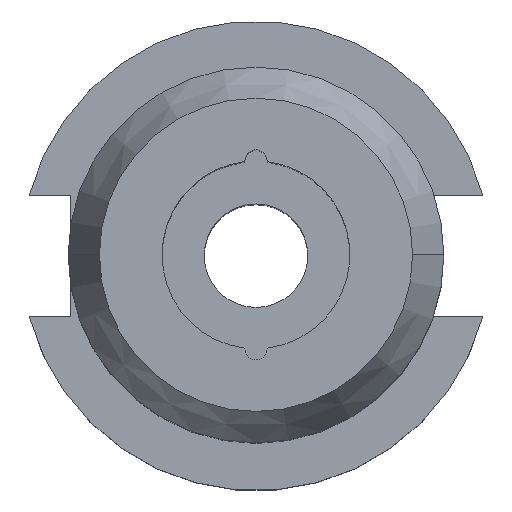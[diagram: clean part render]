
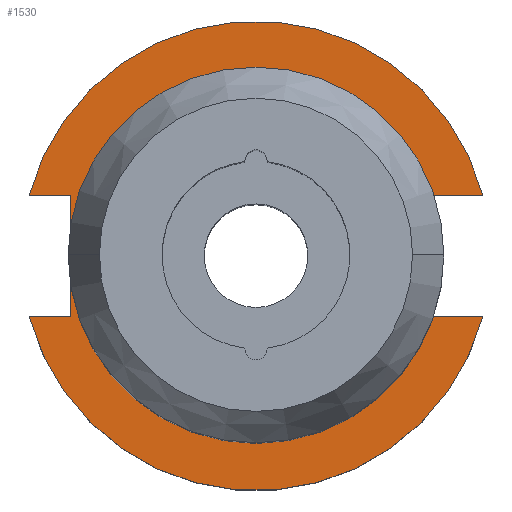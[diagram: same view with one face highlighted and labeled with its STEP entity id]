
A CAD part, top view. The second image highlights one B-rep face of the part: STEP entity #1530.
In plain terms, the highlighted planar face has unit normal (0, 0, 1).
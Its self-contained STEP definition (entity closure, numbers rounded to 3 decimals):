
#22 = VERTEX_POINT ( 'NONE', #1485 ) ;
#26 = EDGE_CURVE ( 'NONE', #778, #433, #664, .T. ) ;
#71 = ORIENTED_EDGE ( 'NONE', *, *, #1145, .F. ) ;
#117 = VERTEX_POINT ( 'NONE', #1744 ) ;
#131 = DIRECTION ( 'NONE',  ( -1., 0., 0. ) ) ;
#162 = AXIS2_PLACEMENT_3D ( 'NONE', #1410, #1416, #1425 ) ;
#170 = AXIS2_PLACEMENT_3D ( 'NONE', #418, #572, #725 ) ;
#211 = FACE_OUTER_BOUND ( 'NONE', #1430, .T. ) ;
#255 = EDGE_CURVE ( 'NONE', #22, #1861, #1528, .T. ) ;
#274 = LINE ( 'NONE', #1622, #972 ) ;
#308 = CARTESIAN_POINT ( 'NONE',  ( -61.091, 8.191, 19.05 ) ) ;
#315 = DIRECTION ( 'NONE',  ( 1., 0., 0. ) ) ;
#336 = DIRECTION ( 'NONE',  ( 0., 1., 0. ) ) ;
#348 = VERTEX_POINT ( 'NONE', #892 ) ;
#353 = VECTOR ( 'NONE', #336, 1000. ) ;
#379 = CARTESIAN_POINT ( 'NONE',  ( 0., 22.225, 19.05 ) ) ;
#404 = EDGE_CURVE ( 'NONE', #117, #632, #274, .T. ) ;
#418 = CARTESIAN_POINT ( 'NONE',  ( 0., 0., 19.05 ) ) ;
#433 = VERTEX_POINT ( 'NONE', #930 ) ;
#437 = LINE ( 'NONE', #1805, #1267 ) ;
#457 = DIRECTION ( 'NONE',  ( 1., 0., 0. ) ) ;
#463 = CARTESIAN_POINT ( 'NONE',  ( -25.091, 8.191, 19.05 ) ) ;
#485 = LINE ( 'NONE', #1510, #1221 ) ;
#509 = DIRECTION ( 'NONE',  ( 0., -1., 0. ) ) ;
#516 = VECTOR ( 'NONE', #509, 1000. ) ;
#553 = CARTESIAN_POINT ( 'NONE',  ( 22.606, 22.225, 19.05 ) ) ;
#557 = CARTESIAN_POINT ( 'NONE',  ( -22.225, 0., 19.05 ) ) ;
#558 = VERTEX_POINT ( 'NONE', #1383 ) ;
#572 = DIRECTION ( 'NONE',  ( 0., 0., 1. ) ) ;
#632 = VERTEX_POINT ( 'NONE', #1815 ) ;
#648 = ORIENTED_EDGE ( 'NONE', *, *, #26, .F. ) ;
#664 = CIRCLE ( 'NONE', #1764, 22.225 ) ;
#672 = VERTEX_POINT ( 'NONE', #1269 ) ;
#693 = ORIENTED_EDGE ( 'NONE', *, *, #1650, .T. ) ;
#725 = DIRECTION ( 'NONE',  ( 1., 0., 0. ) ) ;
#744 = ORIENTED_EDGE ( 'NONE', *, *, #1386, .F. ) ;
#778 = VERTEX_POINT ( 'NONE', #557 ) ;
#808 = CARTESIAN_POINT ( 'NONE',  ( 0., 0., 19.05 ) ) ;
#814 = CIRCLE ( 'NONE', #162, 22.225 ) ;
#850 = EDGE_CURVE ( 'NONE', #1861, #1811, #1390, .T. ) ;
#892 = CARTESIAN_POINT ( 'NONE',  ( 22.606, 8.191, 19.05 ) ) ;
#908 = ORIENTED_EDGE ( 'NONE', *, *, #255, .T. ) ;
#911 = DIRECTION ( 'NONE',  ( 1., 0., 0. ) ) ;
#918 = PLANE ( 'NONE',  #1076 ) ;
#922 = EDGE_CURVE ( 'NONE', #1811, #632, #1305, .T. ) ;
#930 = CARTESIAN_POINT ( 'NONE',  ( 22.225, 0., 19.05 ) ) ;
#972 = VECTOR ( 'NONE', #457, 1000. ) ;
#986 = EDGE_LOOP ( 'NONE', ( #71, #648 ) ) ;
#1076 = AXIS2_PLACEMENT_3D ( 'NONE', #379, #1850, #131 ) ;
#1079 = DIRECTION ( 'NONE',  ( 0., 0., 1. ) ) ;
#1145 = EDGE_CURVE ( 'NONE', #433, #778, #814, .T. ) ;
#1221 = VECTOR ( 'NONE', #1602, 1000. ) ;
#1242 = ORIENTED_EDGE ( 'NONE', *, *, #850, .T. ) ;
#1267 = VECTOR ( 'NONE', #1494, 1000. ) ;
#1269 = CARTESIAN_POINT ( 'NONE',  ( 30.675, -8.191, 19.05 ) ) ;
#1289 = ORIENTED_EDGE ( 'NONE', *, *, #1364, .F. ) ;
#1305 = LINE ( 'NONE', #463, #516 ) ;
#1333 = FACE_BOUND ( 'NONE', #986, .T. ) ;
#1338 = AXIS2_PLACEMENT_3D ( 'NONE', #1526, #1441, #1564 ) ;
#1339 = EDGE_CURVE ( 'NONE', #117, #672, #1645, .T. ) ;
#1354 = ORIENTED_EDGE ( 'NONE', *, *, #404, .F. ) ;
#1364 = EDGE_CURVE ( 'NONE', #22, #348, #485, .T. ) ;
#1383 = CARTESIAN_POINT ( 'NONE',  ( 22.606, -8.191, 19.05 ) ) ;
#1386 = EDGE_CURVE ( 'NONE', #558, #672, #437, .T. ) ;
#1390 = LINE ( 'NONE', #308, #1724 ) ;
#1410 = CARTESIAN_POINT ( 'NONE',  ( 0., 0., 19.05 ) ) ;
#1416 = DIRECTION ( 'NONE',  ( 0., 0., 1. ) ) ;
#1417 = ORIENTED_EDGE ( 'NONE', *, *, #1339, .T. ) ;
#1425 = DIRECTION ( 'NONE',  ( 1., 0., 0. ) ) ;
#1430 = EDGE_LOOP ( 'NONE', ( #1601, #1354, #1417, #744, #693, #1289, #908, #1242 ) ) ;
#1441 = DIRECTION ( 'NONE',  ( 0., 0., 1. ) ) ;
#1449 = CARTESIAN_POINT ( 'NONE',  ( -25.091, 8.191, 19.05 ) ) ;
#1485 = CARTESIAN_POINT ( 'NONE',  ( 30.675, 8.191, 19.05 ) ) ;
#1494 = DIRECTION ( 'NONE',  ( 1., 0., 0. ) ) ;
#1510 = CARTESIAN_POINT ( 'NONE',  ( 0., 8.191, 19.05 ) ) ;
#1514 = LINE ( 'NONE', #553, #353 ) ;
#1526 = CARTESIAN_POINT ( 'NONE',  ( 0., 0., 19.05 ) ) ;
#1528 = CIRCLE ( 'NONE', #170, 31.75 ) ;
#1530 = ADVANCED_FACE ( 'NONE', ( #1333, #211 ), #918, .F. ) ;
#1564 = DIRECTION ( 'NONE',  ( 1., 0., 0. ) ) ;
#1601 = ORIENTED_EDGE ( 'NONE', *, *, #922, .T. ) ;
#1602 = DIRECTION ( 'NONE',  ( -1., 0., 0. ) ) ;
#1605 = CARTESIAN_POINT ( 'NONE',  ( -30.675, 8.191, 19.05 ) ) ;
#1622 = CARTESIAN_POINT ( 'NONE',  ( -61.091, -8.191, 19.05 ) ) ;
#1645 = CIRCLE ( 'NONE', #1338, 31.75 ) ;
#1650 = EDGE_CURVE ( 'NONE', #558, #348, #1514, .T. ) ;
#1724 = VECTOR ( 'NONE', #315, 1000. ) ;
#1744 = CARTESIAN_POINT ( 'NONE',  ( -30.675, -8.191, 19.05 ) ) ;
#1764 = AXIS2_PLACEMENT_3D ( 'NONE', #808, #1079, #911 ) ;
#1805 = CARTESIAN_POINT ( 'NONE',  ( 0., -8.191, 19.05 ) ) ;
#1811 = VERTEX_POINT ( 'NONE', #1449 ) ;
#1815 = CARTESIAN_POINT ( 'NONE',  ( -25.091, -8.191, 19.05 ) ) ;
#1850 = DIRECTION ( 'NONE',  ( 0., 0., -1. ) ) ;
#1861 = VERTEX_POINT ( 'NONE', #1605 ) ;
